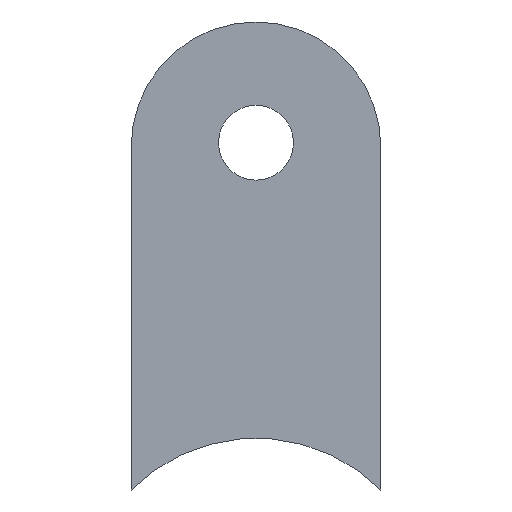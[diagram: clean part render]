
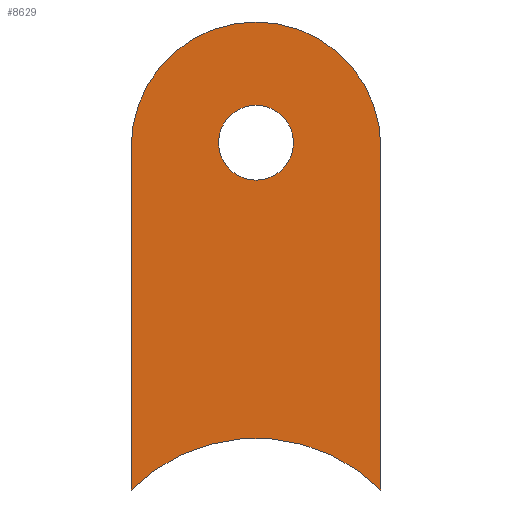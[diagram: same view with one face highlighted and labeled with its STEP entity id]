
A CAD part, left-side view. The second image highlights one B-rep face of the part: STEP entity #8629.
In plain terms, the highlighted planar face has unit normal (-1, 0, 0).
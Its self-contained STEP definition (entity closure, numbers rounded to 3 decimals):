
#83 = VECTOR ( 'NONE', #6173, 1000. ) ;
#487 = VERTEX_POINT ( 'NONE', #10317 ) ;
#849 = EDGE_CURVE ( 'NONE', #1661, #487, #7094, .T. ) ;
#872 = PLANE ( 'NONE',  #1893 ) ;
#971 = CARTESIAN_POINT ( 'NONE',  ( -3., 15., 35. ) ) ;
#978 = ORIENTED_EDGE ( 'NONE', *, *, #849, .T. ) ;
#1035 = DIRECTION ( 'NONE',  ( 0., 0., -1. ) ) ;
#1350 = CARTESIAN_POINT ( 'NONE',  ( -3., 0., 35.5 ) ) ;
#1406 = CARTESIAN_POINT ( 'NONE',  ( -3., 0., 50. ) ) ;
#1633 = CARTESIAN_POINT ( 'NONE',  ( -3., 0., 35. ) ) ;
#1652 = EDGE_CURVE ( 'NONE', #7606, #6169, #4750, .T. ) ;
#1661 = VERTEX_POINT ( 'NONE', #8364 ) ;
#1691 = CARTESIAN_POINT ( 'NONE',  ( -3., -15., 35. ) ) ;
#1893 = AXIS2_PLACEMENT_3D ( 'NONE', #3434, #9993, #5985 ) ;
#2257 = DIRECTION ( 'NONE',  ( 1., 0., 0. ) ) ;
#2561 = EDGE_CURVE ( 'NONE', #10831, #7606, #7200, .T. ) ;
#2564 = AXIS2_PLACEMENT_3D ( 'NONE', #1350, #5615, #8928 ) ;
#2576 = CIRCLE ( 'NONE', #2564, 4.5 ) ;
#3063 = EDGE_CURVE ( 'NONE', #6169, #7774, #8386, .T. ) ;
#3110 = DIRECTION ( 'NONE',  ( 0., 0., -1. ) ) ;
#3255 = AXIS2_PLACEMENT_3D ( 'NONE', #7295, #2257, #3110 ) ;
#3434 = CARTESIAN_POINT ( 'NONE',  ( -3., 0., 35. ) ) ;
#3631 = EDGE_LOOP ( 'NONE', ( #4367, #10177, #6446, #5760, #4857 ) ) ;
#3728 = ORIENTED_EDGE ( 'NONE', *, *, #3861, .T. ) ;
#3804 = AXIS2_PLACEMENT_3D ( 'NONE', #4631, #6370, #5508 ) ;
#3861 = EDGE_CURVE ( 'NONE', #487, #1661, #2576, .T. ) ;
#4256 = VERTEX_POINT ( 'NONE', #1406 ) ;
#4367 = ORIENTED_EDGE ( 'NONE', *, *, #1652, .T. ) ;
#4626 = DIRECTION ( 'NONE',  ( 0., 0., -1. ) ) ;
#4631 = CARTESIAN_POINT ( 'NONE',  ( -3., 0., 35. ) ) ;
#4744 = EDGE_CURVE ( 'NONE', #7774, #4256, #8223, .T. ) ;
#4750 = CIRCLE ( 'NONE', #3255, 21.2 ) ;
#4857 = ORIENTED_EDGE ( 'NONE', *, *, #2561, .T. ) ;
#4931 = FACE_BOUND ( 'NONE', #7627, .T. ) ;
#4983 = AXIS2_PLACEMENT_3D ( 'NONE', #1633, #7425, #10775 ) ;
#5508 = DIRECTION ( 'NONE',  ( 0., 0., 1. ) ) ;
#5599 = CARTESIAN_POINT ( 'NONE',  ( -3., 0., 35.5 ) ) ;
#5615 = DIRECTION ( 'NONE',  ( 1., 0., 0. ) ) ;
#5760 = ORIENTED_EDGE ( 'NONE', *, *, #8958, .T. ) ;
#5979 = FACE_OUTER_BOUND ( 'NONE', #3631, .T. ) ;
#5985 = DIRECTION ( 'NONE',  ( 0., 0., 1. ) ) ;
#6169 = VERTEX_POINT ( 'NONE', #7605 ) ;
#6173 = DIRECTION ( 'NONE',  ( 0., 0., 1. ) ) ;
#6248 = CIRCLE ( 'NONE', #3804, 15. ) ;
#6370 = DIRECTION ( 'NONE',  ( -1., 0., 0. ) ) ;
#6442 = CARTESIAN_POINT ( 'NONE',  ( -3., 15., -6.219 ) ) ;
#6446 = ORIENTED_EDGE ( 'NONE', *, *, #4744, .T. ) ;
#7094 = CIRCLE ( 'NONE', #7260, 4.5 ) ;
#7200 = LINE ( 'NONE', #8595, #9830 ) ;
#7259 = DIRECTION ( 'NONE',  ( 1., 0., 0. ) ) ;
#7260 = AXIS2_PLACEMENT_3D ( 'NONE', #5599, #7259, #4626 ) ;
#7295 = CARTESIAN_POINT ( 'NONE',  ( -3., 0., -21.2 ) ) ;
#7425 = DIRECTION ( 'NONE',  ( -1., 0., 0. ) ) ;
#7605 = CARTESIAN_POINT ( 'NONE',  ( -3., -15., -6.219 ) ) ;
#7606 = VERTEX_POINT ( 'NONE', #6442 ) ;
#7627 = EDGE_LOOP ( 'NONE', ( #3728, #978 ) ) ;
#7774 = VERTEX_POINT ( 'NONE', #1691 ) ;
#7894 = CARTESIAN_POINT ( 'NONE',  ( -3., -15., 0. ) ) ;
#8223 = CIRCLE ( 'NONE', #4983, 15. ) ;
#8364 = CARTESIAN_POINT ( 'NONE',  ( -3., 0., 40. ) ) ;
#8386 = LINE ( 'NONE', #7894, #83 ) ;
#8595 = CARTESIAN_POINT ( 'NONE',  ( -3., 15., 35. ) ) ;
#8629 = ADVANCED_FACE ( 'NONE', ( #5979, #4931 ), #872, .T. ) ;
#8928 = DIRECTION ( 'NONE',  ( 0., 0., -1. ) ) ;
#8958 = EDGE_CURVE ( 'NONE', #4256, #10831, #6248, .T. ) ;
#9830 = VECTOR ( 'NONE', #1035, 1000. ) ;
#9993 = DIRECTION ( 'NONE',  ( -1., 0., 0. ) ) ;
#10177 = ORIENTED_EDGE ( 'NONE', *, *, #3063, .T. ) ;
#10317 = CARTESIAN_POINT ( 'NONE',  ( -3., 0., 31. ) ) ;
#10775 = DIRECTION ( 'NONE',  ( 0., 0., 1. ) ) ;
#10831 = VERTEX_POINT ( 'NONE', #971 ) ;
